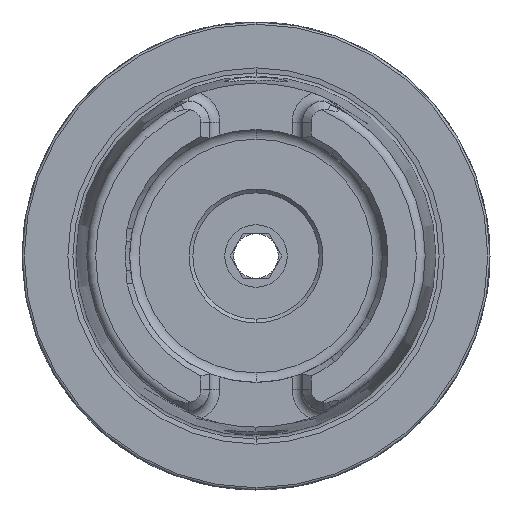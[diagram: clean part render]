
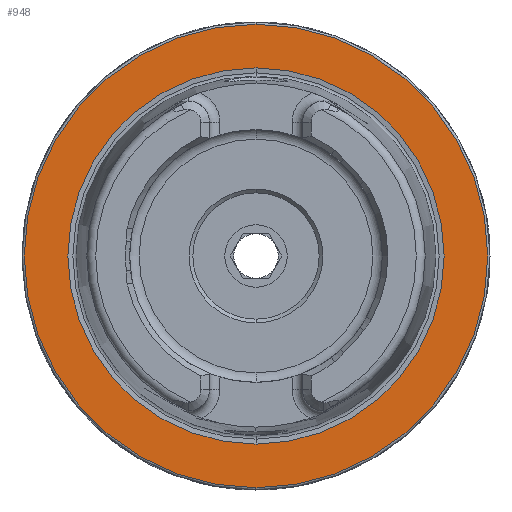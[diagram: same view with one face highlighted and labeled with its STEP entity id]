
A CAD part, left-side view. The second image highlights one B-rep face of the part: STEP entity #948.
In plain terms, the highlighted planar face has unit normal (-1, 0, 0).
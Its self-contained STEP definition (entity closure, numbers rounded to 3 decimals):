
#770 = ORIENTED_EDGE ( 'NONE', *, *, #1490, .T. ) ;
#771 = ORIENTED_EDGE ( 'NONE', *, *, #1134, .T. ) ;
#772 = ORIENTED_EDGE ( 'NONE', *, *, #1176, .F. ) ;
#773 = ORIENTED_EDGE ( 'NONE', *, *, #1489, .F. ) ;
#948 = ADVANCED_FACE ( 'NONE', ( #4390, #4394 ), #3557, .F. ) ;
#1134 = EDGE_CURVE ( 'NONE', #2723, #2722, #5906, .T. ) ;
#1176 = EDGE_CURVE ( 'NONE', #2718, #2717, #5964, .T. ) ;
#1489 = EDGE_CURVE ( 'NONE', #2717, #2718, #6241, .T. ) ;
#1490 = EDGE_CURVE ( 'NONE', #2722, #2723, #6242, .T. ) ;
#1916 = AXIS2_PLACEMENT_3D ( 'NONE', #3555, #3545, #3559 ) ;
#2717 = VERTEX_POINT ( 'NONE', #10382 ) ;
#2718 = VERTEX_POINT ( 'NONE', #10383 ) ;
#2722 = VERTEX_POINT ( 'NONE', #10387 ) ;
#2723 = VERTEX_POINT ( 'NONE', #10388 ) ;
#2960 = EDGE_LOOP ( 'NONE', ( #773, #772 ) ) ;
#3026 = EDGE_LOOP ( 'NONE', ( #771, #770 ) ) ;
#3545 = DIRECTION ( 'NONE',  ( 1., 0., 0. ) ) ;
#3555 = CARTESIAN_POINT ( 'NONE',  ( 0., 31.2, 0. ) ) ;
#3557 = PLANE ( 'NONE',  #1916 ) ;
#3559 = DIRECTION ( 'NONE',  ( 0., 0., -1. ) ) ;
#4390 = FACE_BOUND ( 'NONE', #2960, .T. ) ;
#4394 = FACE_OUTER_BOUND ( 'NONE', #3026, .T. ) ;
#5111 = AXIS2_PLACEMENT_3D ( 'NONE', #7154, #7155, #7156 ) ;
#5131 = AXIS2_PLACEMENT_3D ( 'NONE', #7306, #7307, #7308 ) ;
#5244 = AXIS2_PLACEMENT_3D ( 'NONE', #9096, #9097, #9098 ) ;
#5245 = AXIS2_PLACEMENT_3D ( 'NONE', #9099, #9100, #9101 ) ;
#5906 = CIRCLE ( 'NONE', #5111, 31.2 ) ;
#5964 = CIRCLE ( 'NONE', #5131, 25.324 ) ;
#6241 = CIRCLE ( 'NONE', #5244, 25.324 ) ;
#6242 = CIRCLE ( 'NONE', #5245, 31.2 ) ;
#7154 = CARTESIAN_POINT ( 'NONE',  ( 0., 0., 0. ) ) ;
#7155 = DIRECTION ( 'NONE',  ( -1., 0., 0. ) ) ;
#7156 = DIRECTION ( 'NONE',  ( 0., 0., 1. ) ) ;
#7306 = CARTESIAN_POINT ( 'NONE',  ( 0., 0., 0. ) ) ;
#7307 = DIRECTION ( 'NONE',  ( -1., 0., 0. ) ) ;
#7308 = DIRECTION ( 'NONE',  ( 0., 0., 1. ) ) ;
#9096 = CARTESIAN_POINT ( 'NONE',  ( 0., 0., 0. ) ) ;
#9097 = DIRECTION ( 'NONE',  ( -1., 0., 0. ) ) ;
#9098 = DIRECTION ( 'NONE',  ( 0., 0., 1. ) ) ;
#9099 = CARTESIAN_POINT ( 'NONE',  ( 0., 0., 0. ) ) ;
#9100 = DIRECTION ( 'NONE',  ( -1., 0., 0. ) ) ;
#9101 = DIRECTION ( 'NONE',  ( 0., 0., 1. ) ) ;
#10382 = CARTESIAN_POINT ( 'NONE',  ( 0., 0., 25.324 ) ) ;
#10383 = CARTESIAN_POINT ( 'NONE',  ( 0., 0., -25.324 ) ) ;
#10387 = CARTESIAN_POINT ( 'NONE',  ( 0., 0., -31.2 ) ) ;
#10388 = CARTESIAN_POINT ( 'NONE',  ( 0., 0., 31.2 ) ) ;
